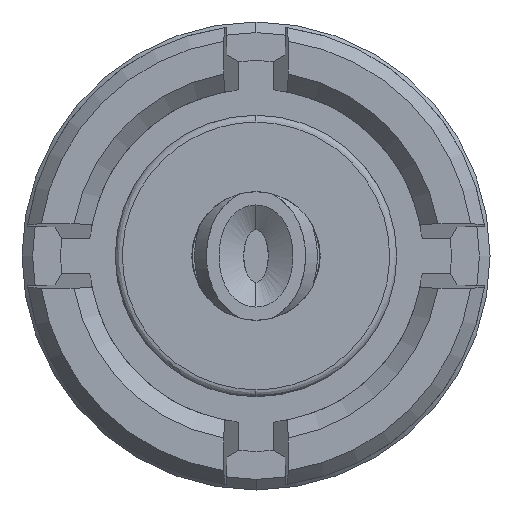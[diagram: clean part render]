
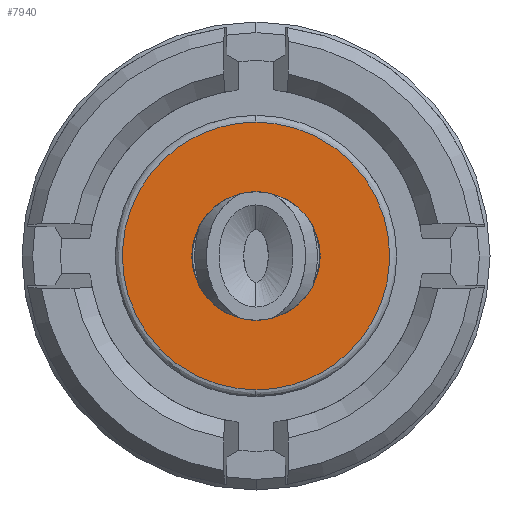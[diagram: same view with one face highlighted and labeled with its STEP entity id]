
A CAD part, left-side view. The second image highlights one B-rep face of the part: STEP entity #7940.
In plain terms, the highlighted planar face has unit normal (-1, 0, 0).
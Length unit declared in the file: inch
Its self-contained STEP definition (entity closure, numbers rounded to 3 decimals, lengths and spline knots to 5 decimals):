
#318 = DIRECTION ( 'NONE',  ( 0., 0., 1. ) ) ;
#754 = EDGE_CURVE ( 'NONE', #7180, #932, #1222, .T. ) ;
#840 = PLANE ( 'NONE',  #2992 ) ;
#888 = DIRECTION ( 'NONE',  ( 1., 0., 0. ) ) ;
#926 = DIRECTION ( 'NONE',  ( 0., 0., 1. ) ) ;
#932 = VERTEX_POINT ( 'NONE', #3555 ) ;
#1017 = ORIENTED_EDGE ( 'NONE', *, *, #6193, .F. ) ;
#1026 = CARTESIAN_POINT ( 'NONE',  ( 0.005, 0.076, 0.038 ) ) ;
#1222 = CIRCLE ( 'NONE', #1478, 0.01825 ) ;
#1478 = AXIS2_PLACEMENT_3D ( 'NONE', #5258, #888, #926 ) ;
#1618 = CARTESIAN_POINT ( 'NONE',  ( 0.005, 0., 0.038 ) ) ;
#1747 = CARTESIAN_POINT ( 'NONE',  ( 0.005, -0.076, 0.038 ) ) ;
#1951 = ORIENTED_EDGE ( 'NONE', *, *, #754, .T. ) ;
#2521 = VERTEX_POINT ( 'NONE', #1618 ) ;
#2784 = FACE_OUTER_BOUND ( 'NONE', #4090, .T. ) ;
#2814 = CARTESIAN_POINT ( 'NONE',  ( 0.005, 0., 0. ) ) ;
#2992 = AXIS2_PLACEMENT_3D ( 'NONE', #7014, #3276, #318 ) ;
#3276 = DIRECTION ( 'NONE',  ( -1., 0., 0. ) ) ;
#3421 = ORIENTED_EDGE ( 'NONE', *, *, #4800, .T. ) ;
#3555 = CARTESIAN_POINT ( 'NONE',  ( 0.005, 0., 0.01825 ) ) ;
#3584 = ORIENTED_EDGE ( 'NONE', *, *, #7501, .F. ) ;
#3744 = VERTEX_POINT ( 'NONE', #5372 ) ;
#3951 =( BOUNDED_CURVE ( )  B_SPLINE_CURVE ( 3, ( #7269, #1747, #5541, #4413 ),
 .UNSPECIFIED., .F., .F. ) 
 B_SPLINE_CURVE_WITH_KNOTS ( ( 4, 4 ),
 ( 0., 1. ),
 .UNSPECIFIED. ) 
 CURVE ( )  GEOMETRIC_REPRESENTATION_ITEM ( )  RATIONAL_B_SPLINE_CURVE ( ( 1., 0.333, 0.333, 1. ) ) 
 REPRESENTATION_ITEM ( '' )  );
#3994 =( BOUNDED_CURVE ( )  B_SPLINE_CURVE ( 3, ( #7194, #6552, #1026, #5317 ),
 .UNSPECIFIED., .F., .F. ) 
 B_SPLINE_CURVE_WITH_KNOTS ( ( 4, 4 ),
 ( 0., 1. ),
 .UNSPECIFIED. ) 
 CURVE ( )  GEOMETRIC_REPRESENTATION_ITEM ( )  RATIONAL_B_SPLINE_CURVE ( ( 1., 0.333, 0.333, 1. ) ) 
 REPRESENTATION_ITEM ( '' )  );
#4090 = EDGE_LOOP ( 'NONE', ( #1017, #3584 ) ) ;
#4413 = CARTESIAN_POINT ( 'NONE',  ( 0.005, 0., -0.038 ) ) ;
#4484 = FACE_BOUND ( 'NONE', #6794, .T. ) ;
#4746 = CARTESIAN_POINT ( 'NONE',  ( 0.005, 0., -0.01825 ) ) ;
#4748 = DIRECTION ( 'NONE',  ( 0., 0., 1. ) ) ;
#4800 = EDGE_CURVE ( 'NONE', #932, #7180, #6941, .T. ) ;
#4884 = AXIS2_PLACEMENT_3D ( 'NONE', #2814, #7158, #4748 ) ;
#5258 = CARTESIAN_POINT ( 'NONE',  ( 0.005, 0., 0. ) ) ;
#5317 = CARTESIAN_POINT ( 'NONE',  ( 0.005, 0., 0.038 ) ) ;
#5372 = CARTESIAN_POINT ( 'NONE',  ( 0.005, 0., -0.038 ) ) ;
#5541 = CARTESIAN_POINT ( 'NONE',  ( 0.005, -0.076, -0.038 ) ) ;
#6193 = EDGE_CURVE ( 'NONE', #3744, #2521, #3994, .T. ) ;
#6552 = CARTESIAN_POINT ( 'NONE',  ( 0.005, 0.076, -0.038 ) ) ;
#6794 = EDGE_LOOP ( 'NONE', ( #3421, #1951 ) ) ;
#6941 = CIRCLE ( 'NONE', #4884, 0.01825 ) ;
#7014 = CARTESIAN_POINT ( 'NONE',  ( 0.005, 0., 0. ) ) ;
#7158 = DIRECTION ( 'NONE',  ( 1., 0., 0. ) ) ;
#7180 = VERTEX_POINT ( 'NONE', #4746 ) ;
#7194 = CARTESIAN_POINT ( 'NONE',  ( 0.005, 0., -0.038 ) ) ;
#7269 = CARTESIAN_POINT ( 'NONE',  ( 0.005, 0., 0.038 ) ) ;
#7501 = EDGE_CURVE ( 'NONE', #2521, #3744, #3951, .T. ) ;
#7940 = ADVANCED_FACE ( 'NONE', ( #2784, #4484 ), #840, .T. ) ;
